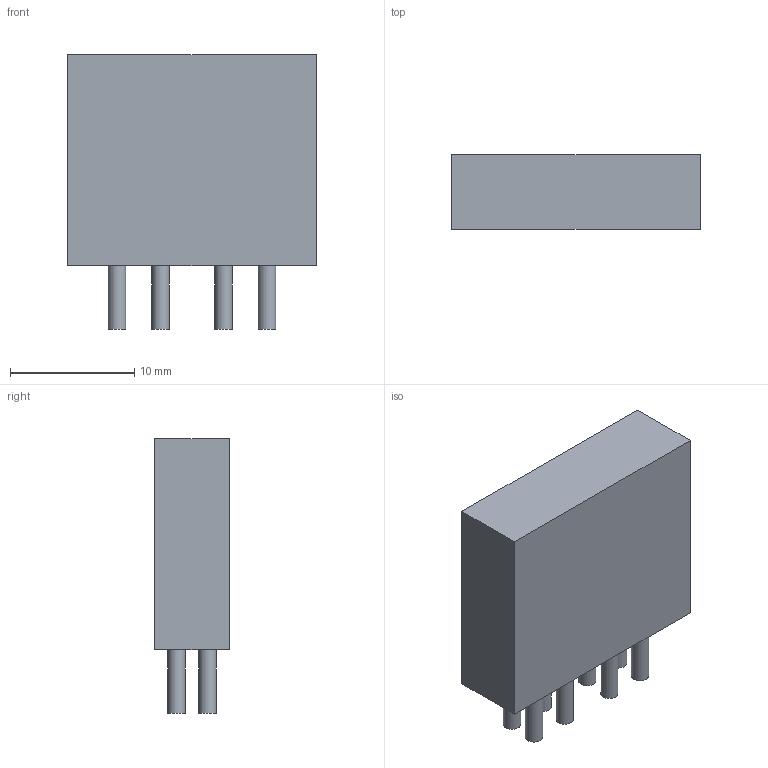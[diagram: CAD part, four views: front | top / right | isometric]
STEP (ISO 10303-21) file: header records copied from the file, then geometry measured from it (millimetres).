
FILE_DESCRIPTION(('FreeCAD Model'),'2;1');
FILE_NAME('261652.2.2.stp','2020-04-08T05:34:14',( 'Author'),(''),'Open CASCADE STEP processor 6.9','FreeCAD','Unknown' );
FILE_SCHEMA(('AUTOMOTIVE_DESIGN { 1 0 10303 214 1 1 1 1 }'));
Length unit declared in the file: millimetre
Products named in the file (3): ASSEMBLY; Body; Leads
Assembly tree (10 placements, depth 2):
  ASSEMBLY
    Body
    Leads  x9
Bounding box: 20 x 6 x 22.1 mm (x, y, z)
Volume: 2605.3 mm3; surface area: 2960.7 mm2
Topology: 73 solids, 73 shells, 222 faces, 228 edges, 152 vertices
Faces by surface type: plane 150, cylinder 72
Full cylindrical faces by diameter (mm): 1.4 x72
Entity records: 1243 total; most frequent: DIRECTION 206, CARTESIAN_POINT 173, LINE 76, VECTOR 76, ORIENTED_EDGE 72, PCURVE 72, DEFINITIONAL_REPRESENTATION 72, AXIS2_PLACEMENT_3D 57
